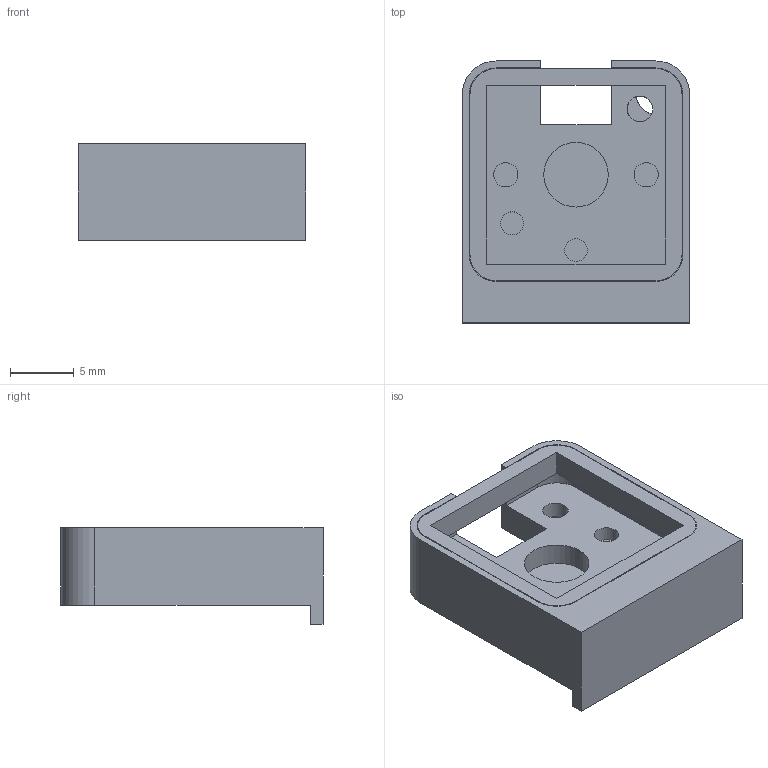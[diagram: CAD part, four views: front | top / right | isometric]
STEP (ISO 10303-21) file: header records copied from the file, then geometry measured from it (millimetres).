
FILE_DESCRIPTION(/* description */ (''),/* implementation_level */ '2;1');
FILE_NAME(/* name */ 'KeySwitch.step',/* time_stamp */ '2025-10-20T03:14:18+09:00',/* author */ (''),/* organization */ (''),/* preprocessor_version */ 'ST-DEVELOPER v20.1',/* originating_system */ 'Autodesk Translation Framework v14.17.0.0',/* authorisation */ '');
FILE_SCHEMA (('AUTOMOTIVE_DESIGN { 1 0 10303 214 3 1 1 }'));
Length unit declared in the file: millimetre
Products named in the file (3): KeySwitch; Case; SwitchPlate
Assembly tree (2 placements, depth 2):
  KeySwitch
    Case
    SwitchPlate
Bounding box: 17.8 x 20.5 x 7.55 mm (x, y, z)
Volume: 1202.1 mm3; surface area: 1888 mm2
Topology: 2 solids, 2 shells, 58 faces, 138 edges, 92 vertices
Faces by surface type: plane 38, cylinder 20
Full cylindrical faces by diameter (mm): 1.8 x2, 1.9 x2, 2 x1, 3.05 x4, 5.05 x1
Entity records: 1793 total; most frequent: DIRECTION 308, CARTESIAN_POINT 293, ORIENTED_EDGE 276, EDGE_CURVE 138, AXIS2_PLACEMENT_3D 107, LINE 94, VECTOR 94, VERTEX_POINT 92
